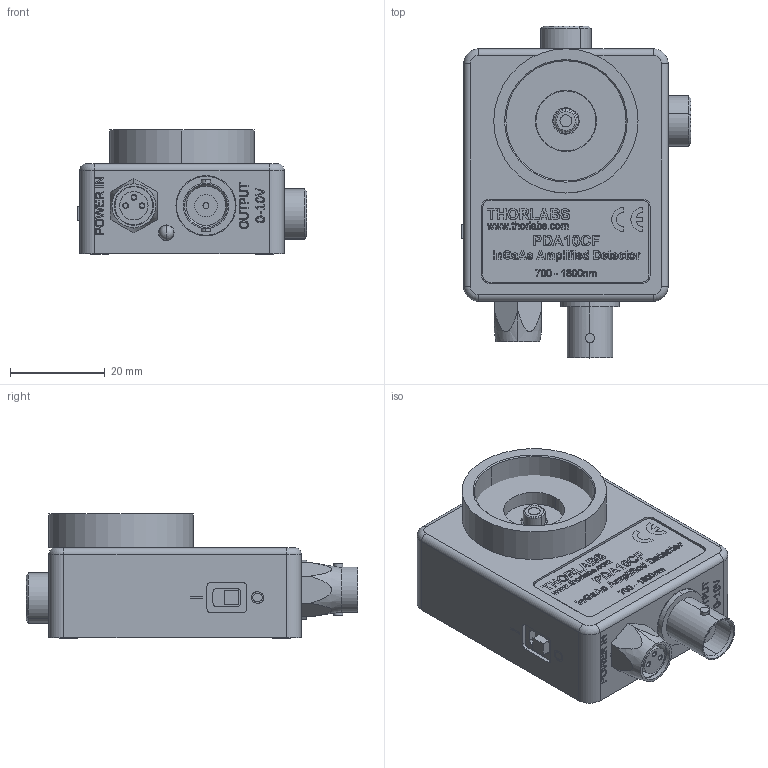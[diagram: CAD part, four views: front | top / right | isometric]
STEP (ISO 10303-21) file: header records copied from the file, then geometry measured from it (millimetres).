
FILE_DESCRIPTION (( 'STEP AP214' ), '1' );
FILE_NAME ('13122-E0W.STEP', '2010-06-22T20:31:49', ( 'Admin' ), ( 'Thorlabs, Inc.' ), 'SwSTEP 2.0', 'SolidWorks 2009', '' );
FILE_SCHEMA (( 'AUTOMOTIVE_DESIGN' ));
Length unit declared in the file: millimetre
Products named in the file (1): 13122-E0W
Bounding box: 48.58 x 70.13 x 26.2 mm (x, y, z)
Volume: 21273.2 mm3; surface area: 23190.8 mm2
Topology: 16 solids, 17 shells, 1749 faces, 4445 edges, 2906 vertices
Faces by surface type: plane 890, bspline 500, cylinder 273, cone 64, torus 20, sphere 2
Entity records: 111163 total; most frequent: CARTESIAN_POINT 52410, ORIENTED_EDGE 8858, DIRECTION 6553, EDGE_CURVE 4429, VERTEX_POINT 2906, VECTOR 2775, LINE 2775, EDGE_LOOP 1971
